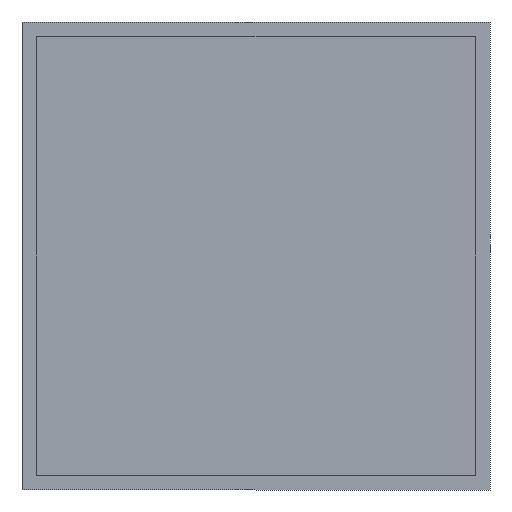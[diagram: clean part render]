
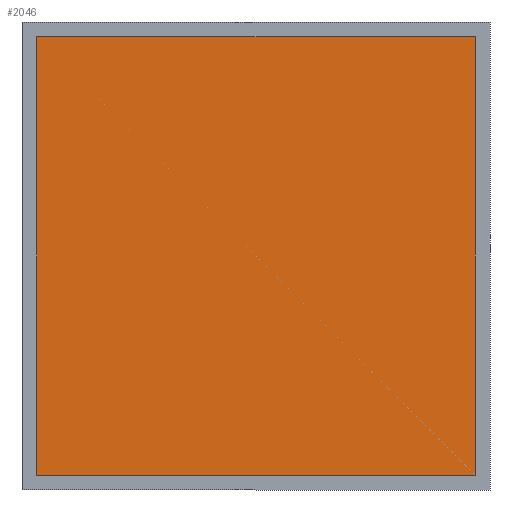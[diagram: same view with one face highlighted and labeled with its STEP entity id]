
A CAD part, front view. The second image highlights one B-rep face of the part: STEP entity #2046.
In plain terms, the highlighted planar face has unit normal (0, -1, 0).
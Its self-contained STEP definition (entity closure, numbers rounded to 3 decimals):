
#29 = CARTESIAN_POINT ( 'NONE',  ( 279., 0.5, 279. ) ) ;
#118 = PLANE ( 'NONE',  #2814 ) ;
#229 = LINE ( 'NONE', #2066, #1212 ) ;
#364 = EDGE_LOOP ( 'NONE', ( #2008, #1263, #761, #2427 ) ) ;
#377 = VERTEX_POINT ( 'NONE', #478 ) ;
#468 = FACE_OUTER_BOUND ( 'NONE', #364, .T. ) ;
#478 = CARTESIAN_POINT ( 'NONE',  ( 279., 0.5, -279. ) ) ;
#761 = ORIENTED_EDGE ( 'NONE', *, *, #2999, .T. ) ;
#797 = CARTESIAN_POINT ( 'NONE',  ( -279., 0.5, 279. ) ) ;
#1140 = LINE ( 'NONE', #29, #1325 ) ;
#1212 = VECTOR ( 'NONE', #2054, 1000. ) ;
#1263 = ORIENTED_EDGE ( 'NONE', *, *, #1332, .T. ) ;
#1300 = CARTESIAN_POINT ( 'NONE',  ( -279., 0.5, 279. ) ) ;
#1325 = VECTOR ( 'NONE', #2801, 1000. ) ;
#1328 = DIRECTION ( 'NONE',  ( 0., 0., -1. ) ) ;
#1332 = EDGE_CURVE ( 'NONE', #2742, #377, #2997, .T. ) ;
#1478 = DIRECTION ( 'NONE',  ( 1., 0., 0. ) ) ;
#1546 = VECTOR ( 'NONE', #1328, 1000. ) ;
#1674 = VECTOR ( 'NONE', #1478, 1000. ) ;
#1880 = DIRECTION ( 'NONE',  ( 0., -1., 0. ) ) ;
#1977 = EDGE_CURVE ( 'NONE', #2442, #2742, #3031, .T. ) ;
#2003 = EDGE_CURVE ( 'NONE', #2167, #2442, #229, .T. ) ;
#2008 = ORIENTED_EDGE ( 'NONE', *, *, #1977, .T. ) ;
#2046 = ADVANCED_FACE ( 'NONE', ( #468 ), #118, .T. ) ;
#2054 = DIRECTION ( 'NONE',  ( -1., 0., 0. ) ) ;
#2066 = CARTESIAN_POINT ( 'NONE',  ( -279., 0.5, 279. ) ) ;
#2108 = DIRECTION ( 'NONE',  ( 0., 0., -1. ) ) ;
#2167 = VERTEX_POINT ( 'NONE', #2590 ) ;
#2358 = CARTESIAN_POINT ( 'NONE',  ( -279., 0.5, -279. ) ) ;
#2427 = ORIENTED_EDGE ( 'NONE', *, *, #2003, .T. ) ;
#2442 = VERTEX_POINT ( 'NONE', #797 ) ;
#2590 = CARTESIAN_POINT ( 'NONE',  ( 279., 0.5, 279. ) ) ;
#2742 = VERTEX_POINT ( 'NONE', #2358 ) ;
#2801 = DIRECTION ( 'NONE',  ( 0., 0., 1. ) ) ;
#2814 = AXIS2_PLACEMENT_3D ( 'NONE', #2848, #1880, #2108 ) ;
#2848 = CARTESIAN_POINT ( 'NONE',  ( 0., 0.5, 0. ) ) ;
#2968 = CARTESIAN_POINT ( 'NONE',  ( -279., 0.5, -279. ) ) ;
#2997 = LINE ( 'NONE', #2968, #1674 ) ;
#2999 = EDGE_CURVE ( 'NONE', #377, #2167, #1140, .T. ) ;
#3031 = LINE ( 'NONE', #1300, #1546 ) ;
